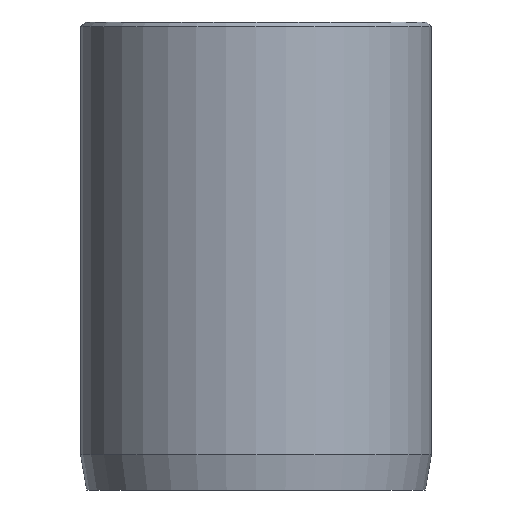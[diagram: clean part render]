
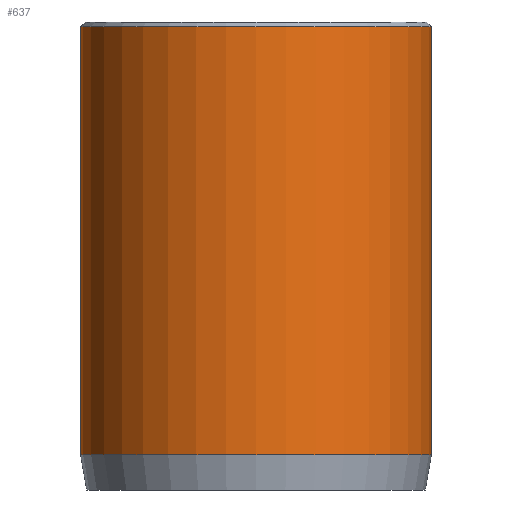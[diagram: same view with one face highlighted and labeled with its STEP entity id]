
A CAD part, front view. The second image highlights one B-rep face of the part: STEP entity #637.
In plain terms, the highlighted cylindrical face has radius 7.5 mm (diameter 15 mm), a partial arc.
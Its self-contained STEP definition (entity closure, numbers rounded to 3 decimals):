
#32 = AXIS2_PLACEMENT_3D ( 'NONE', #1092, #528, #1189 ) ;
#81 = VERTEX_POINT ( 'NONE', #1018 ) ;
#88 = AXIS2_PLACEMENT_3D ( 'NONE', #167, #849, #266 ) ;
#167 = CARTESIAN_POINT ( 'NONE',  ( 0., 0., 1.5 ) ) ;
#185 = CARTESIAN_POINT ( 'NONE',  ( -7.5, 0., 1.5 ) ) ;
#224 = CYLINDRICAL_SURFACE ( 'NONE', #340, 7.5 ) ;
#238 = CIRCLE ( 'NONE', #32, 7.5 ) ;
#240 = DIRECTION ( 'NONE',  ( 0., 0., -1. ) ) ;
#260 = DIRECTION ( 'NONE',  ( -1., 0., 0. ) ) ;
#266 = DIRECTION ( 'NONE',  ( 1., 0., 0. ) ) ;
#274 = EDGE_CURVE ( 'NONE', #513, #691, #701, .T. ) ;
#312 = DIRECTION ( 'NONE',  ( 0., 0., -1. ) ) ;
#314 = CARTESIAN_POINT ( 'NONE',  ( 7.5, 0., 20. ) ) ;
#332 = ORIENTED_EDGE ( 'NONE', *, *, #535, .T. ) ;
#340 = AXIS2_PLACEMENT_3D ( 'NONE', #940, #1037, #260 ) ;
#445 = EDGE_CURVE ( 'NONE', #513, #81, #238, .T. ) ;
#498 = CIRCLE ( 'NONE', #88, 7.5 ) ;
#513 = VERTEX_POINT ( 'NONE', #1006 ) ;
#521 = FACE_OUTER_BOUND ( 'NONE', #1156, .T. ) ;
#528 = DIRECTION ( 'NONE',  ( 0., 0., -1. ) ) ;
#535 = EDGE_CURVE ( 'NONE', #81, #1193, #899, .T. ) ;
#579 = ORIENTED_EDGE ( 'NONE', *, *, #274, .F. ) ;
#637 = ADVANCED_FACE ( 'NONE', ( #521 ), #224, .T. ) ;
#641 = EDGE_CURVE ( 'NONE', #1193, #691, #498, .T. ) ;
#642 = VECTOR ( 'NONE', #240, 1000. ) ;
#691 = VERTEX_POINT ( 'NONE', #768 ) ;
#701 = LINE ( 'NONE', #314, #1168 ) ;
#768 = CARTESIAN_POINT ( 'NONE',  ( 7.5, 0., 1.5 ) ) ;
#849 = DIRECTION ( 'NONE',  ( 0., 0., 1. ) ) ;
#899 = LINE ( 'NONE', #1198, #642 ) ;
#940 = CARTESIAN_POINT ( 'NONE',  ( 0., 0., 20. ) ) ;
#965 = ORIENTED_EDGE ( 'NONE', *, *, #641, .T. ) ;
#1006 = CARTESIAN_POINT ( 'NONE',  ( 7.5, 0., 19.8 ) ) ;
#1018 = CARTESIAN_POINT ( 'NONE',  ( -7.5, 0., 19.8 ) ) ;
#1037 = DIRECTION ( 'NONE',  ( 0., 0., -1. ) ) ;
#1081 = ORIENTED_EDGE ( 'NONE', *, *, #445, .T. ) ;
#1092 = CARTESIAN_POINT ( 'NONE',  ( 0., 0., 19.8 ) ) ;
#1156 = EDGE_LOOP ( 'NONE', ( #579, #1081, #332, #965 ) ) ;
#1168 = VECTOR ( 'NONE', #312, 1000. ) ;
#1189 = DIRECTION ( 'NONE',  ( 1., 0., 0. ) ) ;
#1193 = VERTEX_POINT ( 'NONE', #185 ) ;
#1198 = CARTESIAN_POINT ( 'NONE',  ( -7.5, 0., 20. ) ) ;
